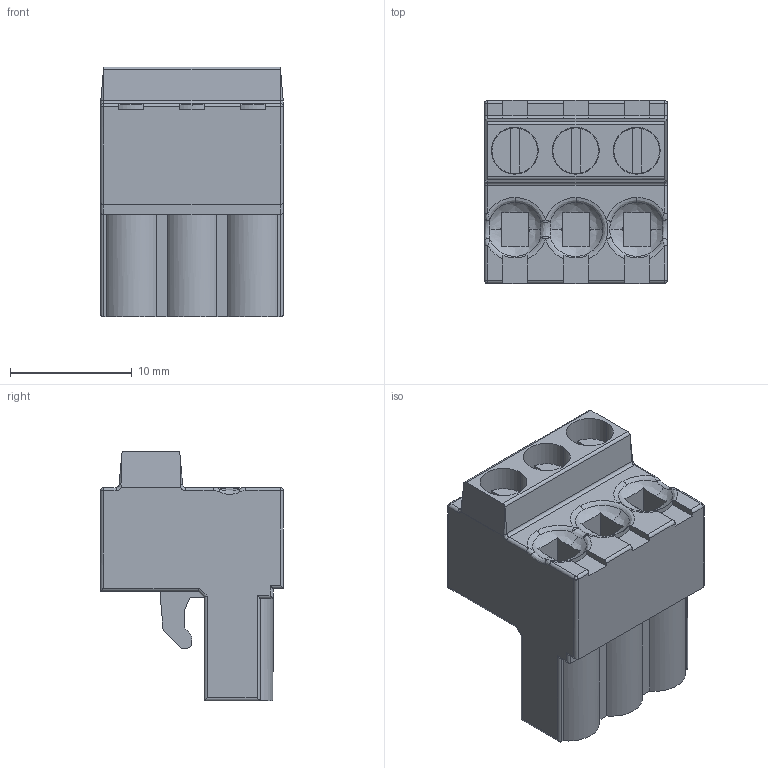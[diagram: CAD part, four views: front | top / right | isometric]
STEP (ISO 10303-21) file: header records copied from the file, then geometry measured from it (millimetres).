
FILE_DESCRIPTION (( 'STEP AP214' ), '1' );
FILE_NAME ('BX-RTB03-2.STEP', '2023-03-07T19:41:53', ( '' ), ( '' ), 'SwSTEP 2.0', 'SolidWorks 2021', '' );
FILE_SCHEMA (( 'AUTOMOTIVE_DESIGN' ));
Length unit declared in the file: inch
Products named in the file (1): BX-RTB03-2
Bounding box: 15 x 15 x 20.5 mm (x, y, z)
Volume: 2526.5 mm3; surface area: 2031.8 mm2
Topology: 1 solids, 1 shells, 264 faces, 672 edges, 419 vertices
Faces by surface type: plane 143, cylinder 78, bspline 37, cone 6
Entity records: 8841 total; most frequent: CARTESIAN_POINT 2503, ORIENTED_EDGE 1336, DIRECTION 1183, EDGE_CURVE 668, VERTEX_POINT 419, AXIS2_PLACEMENT_3D 398, VECTOR 387, LINE 387
